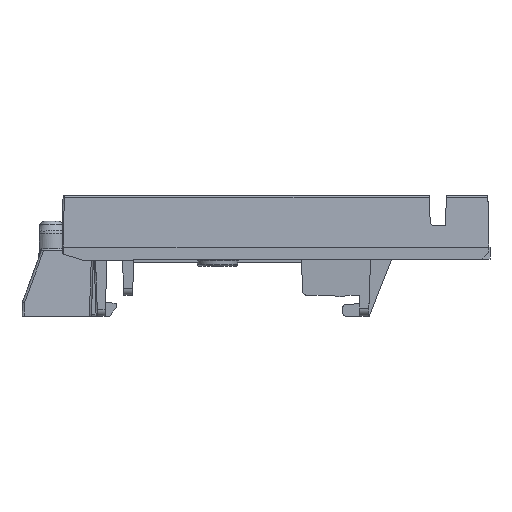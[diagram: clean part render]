
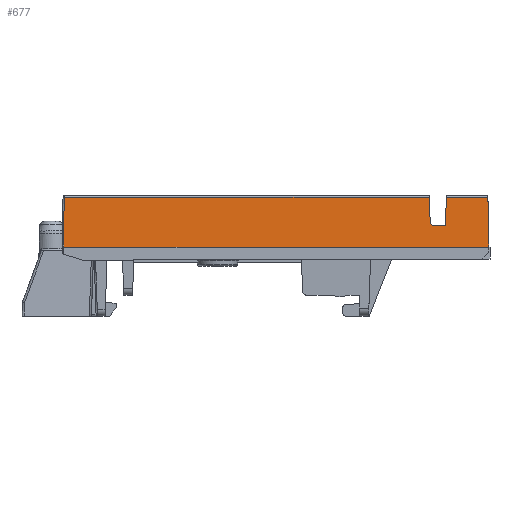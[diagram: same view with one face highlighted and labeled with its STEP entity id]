
A CAD part, left-side view. The second image highlights one B-rep face of the part: STEP entity #677.
In plain terms, the highlighted planar face has unit normal (-0.999, 0, 0.035).
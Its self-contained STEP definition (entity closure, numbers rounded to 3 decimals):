
#677=ADVANCED_FACE('',(#1272),#952,.T.);
#952=PLANE('',#7699);
#1272=FACE_OUTER_BOUND('',#1667,.T.);
#1667=EDGE_LOOP('',(#3322,#3323,#3324,#3325,#3326,#3327,#3328,#3329,#3330,
#3331,#3332,#3333));
#1840=ELLIPSE('',#7448,0.5,0.5);
#3322=ORIENTED_EDGE('',*,*,#5624,.F.);
#3323=ORIENTED_EDGE('',*,*,#5625,.T.);
#3324=ORIENTED_EDGE('',*,*,#5058,.T.);
#3325=ORIENTED_EDGE('',*,*,#5626,.T.);
#3326=ORIENTED_EDGE('',*,*,#5124,.F.);
#3327=ORIENTED_EDGE('',*,*,#5627,.F.);
#3328=ORIENTED_EDGE('',*,*,#5153,.T.);
#3329=ORIENTED_EDGE('',*,*,#5017,.T.);
#3330=ORIENTED_EDGE('',*,*,#4973,.F.);
#3331=ORIENTED_EDGE('',*,*,#5628,.T.);
#3332=ORIENTED_EDGE('',*,*,#5142,.T.);
#3333=ORIENTED_EDGE('',*,*,#5110,.T.);
#4247=VERTEX_POINT('',#11096);
#4248=VERTEX_POINT('',#11098);
#4285=VERTEX_POINT('',#11190);
#4315=VERTEX_POINT('',#11562);
#4316=VERTEX_POINT('',#11563);
#4353=VERTEX_POINT('',#11669);
#4354=VERTEX_POINT('',#11671);
#4360=VERTEX_POINT('',#11697);
#4361=VERTEX_POINT('',#11699);
#4370=VERTEX_POINT('',#11729);
#4378=VERTEX_POINT('',#11754);
#4678=VERTEX_POINT('',#13889);
#4973=EDGE_CURVE('',#4247,#4248,#5955,.T.);
#5017=EDGE_CURVE('',#4285,#4248,#1840,.T.);
#5058=EDGE_CURVE('',#4315,#4316,#6012,.T.);
#5110=EDGE_CURVE('',#4354,#4353,#6048,.T.);
#5124=EDGE_CURVE('',#4360,#4361,#6059,.T.);
#5142=EDGE_CURVE('',#4370,#4354,#6072,.T.);
#5153=EDGE_CURVE('',#4378,#4285,#6082,.T.);
#5624=EDGE_CURVE('',#4678,#4353,#6424,.T.);
#5625=EDGE_CURVE('',#4678,#4315,#6425,.T.);
#5626=EDGE_CURVE('',#4316,#4361,#6426,.T.);
#5627=EDGE_CURVE('',#4378,#4360,#6427,.T.);
#5628=EDGE_CURVE('',#4247,#4370,#6428,.T.);
#5955=LINE('',#11097,#6715);
#6012=LINE('',#11561,#6772);
#6048=LINE('',#11670,#6808);
#6059=LINE('',#11698,#6819);
#6072=LINE('',#11732,#6832);
#6082=LINE('',#11753,#6842);
#6424=LINE('',#13888,#7210);
#6425=LINE('',#13890,#7211);
#6426=LINE('',#13891,#7212);
#6427=LINE('',#13892,#7213);
#6428=LINE('',#13893,#7214);
#6715=VECTOR('',#8215,1.);
#6772=VECTOR('',#8358,1.);
#6808=VECTOR('',#8446,1.);
#6819=VECTOR('',#8469,1.);
#6832=VECTOR('',#8504,1.);
#6842=VECTOR('',#8522,1.);
#7210=VECTOR('',#9254,1.);
#7211=VECTOR('',#9255,1.);
#7212=VECTOR('',#9256,1.);
#7213=VECTOR('',#9257,1.);
#7214=VECTOR('',#9258,1.);
#7448=AXIS2_PLACEMENT_3D('',#11192,#8293,#8294);
#7699=AXIS2_PLACEMENT_3D('',#13894,#9259,#9260);
#8215=DIRECTION('',(-0.035,-0.033,-0.999));
#8293=DIRECTION('',(0.999,0.,-0.035));
#8294=DIRECTION('',(0.035,0.,0.999));
#8358=DIRECTION('',(0.035,0.035,0.999));
#8446=DIRECTION('',(-0.035,0.,-0.999));
#8469=DIRECTION('',(0.035,-0.035,0.999));
#8504=DIRECTION('',(-0.035,0.035,-0.999));
#8522=DIRECTION('',(0.,1.,0.));
#9254=DIRECTION('',(0.,1.,0.));
#9255=DIRECTION('',(0.035,0.,0.999));
#9256=DIRECTION('',(0.,1.,0.));
#9257=DIRECTION('',(0.035,0.,0.999));
#9258=DIRECTION('',(0.,1.,0.));
#9259=DIRECTION('',(-0.999,0.,0.035));
#9260=DIRECTION('',(0.035,0.,0.999));
#11096=CARTESIAN_POINT('',(-18.342,-23.956,8.807));
#11097=CARTESIAN_POINT('',(-18.622,-24.221,0.799));
#11098=CARTESIAN_POINT('',(-18.465,-24.073,5.283));
#11190=CARTESIAN_POINT('',(-18.482,-24.572,4.8));
#11192=CARTESIAN_POINT('',(-18.465,-24.572,5.3));
#11561=CARTESIAN_POINT('',(-18.61,-32.534,1.135));
#11562=CARTESIAN_POINT('',(-18.443,-32.367,5.934));
#11563=CARTESIAN_POINT('',(-18.342,-32.266,8.807));
#11669=CARTESIAN_POINT('',(-18.59,27.936,1.72));
#11670=CARTESIAN_POINT('',(-18.65,27.936,0.));
#11671=CARTESIAN_POINT('',(-18.437,27.936,6.103));
#11697=CARTESIAN_POINT('',(-18.443,-26.278,5.934));
#11698=CARTESIAN_POINT('',(-18.682,-26.039,-0.908));
#11699=CARTESIAN_POINT('',(-18.342,-26.378,8.807));
#11729=CARTESIAN_POINT('',(-18.342,27.842,8.807));
#11732=CARTESIAN_POINT('',(-18.616,28.115,0.981));
#11753=CARTESIAN_POINT('',(-18.482,0.,4.8));
#11754=CARTESIAN_POINT('',(-18.482,-26.278,4.8));
#13888=CARTESIAN_POINT('',(-18.59,0.,1.72));
#13889=CARTESIAN_POINT('',(-18.59,-32.367,1.72));
#13890=CARTESIAN_POINT('',(-18.65,-32.367,0.));
#13891=CARTESIAN_POINT('',(-18.342,0.,8.807));
#13892=CARTESIAN_POINT('',(-18.65,-26.278,0.));
#13893=CARTESIAN_POINT('',(-18.342,0.,8.807));
#13894=CARTESIAN_POINT('',(-18.65,0.,0.));
